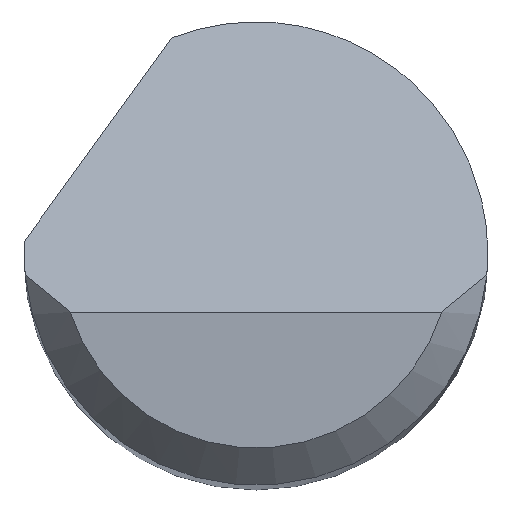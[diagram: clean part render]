
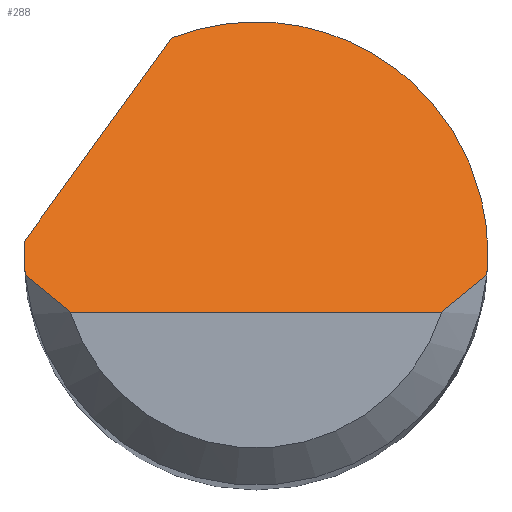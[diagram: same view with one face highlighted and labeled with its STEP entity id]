
A CAD part, top view. The second image highlights one B-rep face of the part: STEP entity #288.
In plain terms, the highlighted planar face has unit normal (0, 0.707, 0.707).
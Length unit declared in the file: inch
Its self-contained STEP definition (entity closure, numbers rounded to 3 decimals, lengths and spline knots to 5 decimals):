
#19 = B_SPLINE_CURVE_WITH_KNOTS ( 'NONE', 3,
 ( #68, #280, #488, #174 ),
 .UNSPECIFIED., .F., .F.,
 ( 4, 4 ),
 ( 0., 0.00071 ),
 .UNSPECIFIED. ) ;
#20 = EDGE_CURVE ( 'NONE', #577, #672, #416, .T. ) ;
#21 = CARTESIAN_POINT ( 'NONE',  ( 0.03379, 0.11369, 1.36256 ) ) ;
#27 = EDGE_CURVE ( 'NONE', #235, #577, #591, .T. ) ;
#29 = DIRECTION ( 'NONE',  ( 1., 0., 0. ) ) ;
#36 = CARTESIAN_POINT ( 'NONE',  ( 0.09375, 0., 1.47625 ) ) ;
#44 = CARTESIAN_POINT ( 'NONE',  ( 0.09334, -0.00875, 1.485 ) ) ;
#68 = CARTESIAN_POINT ( 'NONE',  ( 0.07508, -0.02375, 1.5 ) ) ;
#75 = LINE ( 'NONE', #500, #350 ) ;
#105 = CARTESIAN_POINT ( 'NONE',  ( -0.11014, -0.01781, 1.49406 ) ) ;
#109 = CARTESIAN_POINT ( 'NONE',  ( -0.09375, 0., 1.47625 ) ) ;
#117 = CARTESIAN_POINT ( 'NONE',  ( -0.09375, 0., 1.47625 ) ) ;
#118 = CARTESIAN_POINT ( 'NONE',  ( -0.09361, -0.00584, 1.48209 ) ) ;
#122 = DIRECTION ( 'NONE',  ( 0., -0.707, -0.707 ) ) ;
#127 = CARTESIAN_POINT ( 'NONE',  ( 0.09375, 0., 1.47625 ) ) ;
#130 = B_SPLINE_CURVE_WITH_KNOTS ( 'NONE', 3,
 ( #145, #625, #615, #303 ),
 .UNSPECIFIED., .F., .F.,
 ( 4, 4 ),
 ( 0., 0.00071 ),
 .UNSPECIFIED. ) ;
#142 = EDGE_CURVE ( 'NONE', #672, #180, #211, .T. ) ;
#145 = CARTESIAN_POINT ( 'NONE',  ( -0.09334, -0.00875, 1.485 ) ) ;
#164 = CARTESIAN_POINT ( 'NONE',  ( 0.07508, -0.02375, 1.5 ) ) ;
#165 = CARTESIAN_POINT ( 'NONE',  ( -0.09362, 0.005, 1.47125 ) ) ;
#166 = CARTESIAN_POINT ( 'NONE',  ( -0.09362, 0.005, 1.47125 ) ) ;
#174 = CARTESIAN_POINT ( 'NONE',  ( 0.09334, -0.00875, 1.485 ) ) ;
#177 =( BOUNDED_CURVE ( )  B_SPLINE_CURVE ( 3, ( #36, #617, #247, #44 ),
 .UNSPECIFIED., .F., .F. ) 
 B_SPLINE_CURVE_WITH_KNOTS ( ( 4, 4 ),
 ( 1.5708, 1.66427 ),
 .UNSPECIFIED. ) 
 CURVE ( )  GEOMETRIC_REPRESENTATION_ITEM ( )  RATIONAL_B_SPLINE_CURVE ( ( 1., 0.999, 0.999, 1. ) ) 
 REPRESENTATION_ITEM ( '' )  );
#180 = VERTEX_POINT ( 'NONE', #533 ) ;
#191 = ORIENTED_EDGE ( 'NONE', *, *, #20, .F. ) ;
#204 = VERTEX_POINT ( 'NONE', #164 ) ;
#211 = LINE ( 'NONE', #105, #332 ) ;
#234 = CARTESIAN_POINT ( 'NONE',  ( 0.09375, 0.07266, 1.40359 ) ) ;
#235 = VERTEX_POINT ( 'NONE', #569 ) ;
#236 = PLANE ( 'NONE',  #642 ) ;
#247 = CARTESIAN_POINT ( 'NONE',  ( 0.09361, -0.00584, 1.48209 ) ) ;
#265 = VERTEX_POINT ( 'NONE', #127 ) ;
#268 = ORIENTED_EDGE ( 'NONE', *, *, #142, .F. ) ;
#277 = CARTESIAN_POINT ( 'NONE',  ( -0.09375, 0.00167, 1.47458 ) ) ;
#279 =( BOUNDED_CURVE ( )  B_SPLINE_CURVE ( 3, ( #492, #21, #234, #444 ),
 .UNSPECIFIED., .F., .F. ) 
 B_SPLINE_CURVE_WITH_KNOTS ( ( 4, 4 ),
 ( 5.91277, 7.85398 ),
 .UNSPECIFIED. ) 
 CURVE ( )  GEOMETRIC_REPRESENTATION_ITEM ( )  RATIONAL_B_SPLINE_CURVE ( ( 1., 0.71, 0.71, 1. ) ) 
 REPRESENTATION_ITEM ( '' )  );
#280 = CARTESIAN_POINT ( 'NONE',  ( 0.08157, -0.019, 1.49525 ) ) ;
#288 = ADVANCED_FACE ( 'NONE', ( #439 ), #236, .F. ) ;
#303 = CARTESIAN_POINT ( 'NONE',  ( -0.07508, -0.02375, 1.5 ) ) ;
#332 = VECTOR ( 'NONE', #678, 39.37008 ) ;
#333 = EDGE_LOOP ( 'NONE', ( #651, #669, #501, #587, #268, #191, #674, #519 ) ) ;
#350 = VECTOR ( 'NONE', #29, 39.37008 ) ;
#374 = EDGE_CURVE ( 'NONE', #472, #204, #75, .T. ) ;
#407 = CARTESIAN_POINT ( 'NONE',  ( 0.09334, -0.00875, 1.485 ) ) ;
#416 =( BOUNDED_CURVE ( )  B_SPLINE_CURVE ( 3, ( #490, #277, #637, #166 ),
 .UNSPECIFIED., .F., .T. ) 
 B_SPLINE_CURVE_WITH_KNOTS ( ( 4, 4 ),
 ( 4.71239, 4.76575 ),
 .UNSPECIFIED. ) 
 CURVE ( )  GEOMETRIC_REPRESENTATION_ITEM ( )  RATIONAL_B_SPLINE_CURVE ( ( 1., 1., 1., 1. ) ) 
 REPRESENTATION_ITEM ( '' )  );
#431 = VERTEX_POINT ( 'NONE', #407 ) ;
#439 = FACE_OUTER_BOUND ( 'NONE', #333, .T. ) ;
#444 = CARTESIAN_POINT ( 'NONE',  ( 0.09375, 0., 1.47625 ) ) ;
#453 = CARTESIAN_POINT ( 'NONE',  ( -0.07508, -0.02375, 1.5 ) ) ;
#462 = EDGE_CURVE ( 'NONE', #265, #431, #177, .T. ) ;
#472 = VERTEX_POINT ( 'NONE', #453 ) ;
#476 = EDGE_CURVE ( 'NONE', #235, #472, #130, .T. ) ;
#488 = CARTESIAN_POINT ( 'NONE',  ( 0.08761, -0.01397, 1.49022 ) ) ;
#490 = CARTESIAN_POINT ( 'NONE',  ( -0.09375, 0., 1.47625 ) ) ;
#492 = CARTESIAN_POINT ( 'NONE',  ( -0.03394, 0.08739, 1.38886 ) ) ;
#500 = CARTESIAN_POINT ( 'NONE',  ( 0., -0.02375, 1.5 ) ) ;
#501 = ORIENTED_EDGE ( 'NONE', *, *, #462, .F. ) ;
#519 = ORIENTED_EDGE ( 'NONE', *, *, #476, .T. ) ;
#533 = CARTESIAN_POINT ( 'NONE',  ( -0.03394, 0.08739, 1.38886 ) ) ;
#540 = CARTESIAN_POINT ( 'NONE',  ( -0.09334, -0.00875, 1.485 ) ) ;
#544 = CARTESIAN_POINT ( 'NONE',  ( -0.09375, -0.02375, 1.5 ) ) ;
#569 = CARTESIAN_POINT ( 'NONE',  ( -0.09334, -0.00875, 1.485 ) ) ;
#577 = VERTEX_POINT ( 'NONE', #117 ) ;
#583 = CARTESIAN_POINT ( 'NONE',  ( -0.09375, -0.00292, 1.47917 ) ) ;
#587 = ORIENTED_EDGE ( 'NONE', *, *, #609, .F. ) ;
#591 =( BOUNDED_CURVE ( )  B_SPLINE_CURVE ( 3, ( #540, #118, #583, #109 ),
 .UNSPECIFIED., .F., .T. ) 
 B_SPLINE_CURVE_WITH_KNOTS ( ( 4, 4 ),
 ( 4.61892, 4.71239 ),
 .UNSPECIFIED. ) 
 CURVE ( )  GEOMETRIC_REPRESENTATION_ITEM ( )  RATIONAL_B_SPLINE_CURVE ( ( 1., 0.999, 0.999, 1. ) ) 
 REPRESENTATION_ITEM ( '' )  );
#598 = EDGE_CURVE ( 'NONE', #204, #431, #19, .T. ) ;
#609 = EDGE_CURVE ( 'NONE', #180, #265, #279, .T. ) ;
#615 = CARTESIAN_POINT ( 'NONE',  ( -0.08157, -0.019, 1.49525 ) ) ;
#617 = CARTESIAN_POINT ( 'NONE',  ( 0.09375, -0.00292, 1.47917 ) ) ;
#625 = CARTESIAN_POINT ( 'NONE',  ( -0.08761, -0.01397, 1.49022 ) ) ;
#637 = CARTESIAN_POINT ( 'NONE',  ( -0.09371, 0.00333, 1.47292 ) ) ;
#642 = AXIS2_PLACEMENT_3D ( 'NONE', #544, #122, #652 ) ;
#651 = ORIENTED_EDGE ( 'NONE', *, *, #374, .T. ) ;
#652 = DIRECTION ( 'NONE',  ( 0., 0.707, -0.707 ) ) ;
#669 = ORIENTED_EDGE ( 'NONE', *, *, #598, .T. ) ;
#672 = VERTEX_POINT ( 'NONE', #165 ) ;
#674 = ORIENTED_EDGE ( 'NONE', *, *, #27, .F. ) ;
#678 = DIRECTION ( 'NONE',  ( 0.456, 0.629, -0.629 ) ) ;
